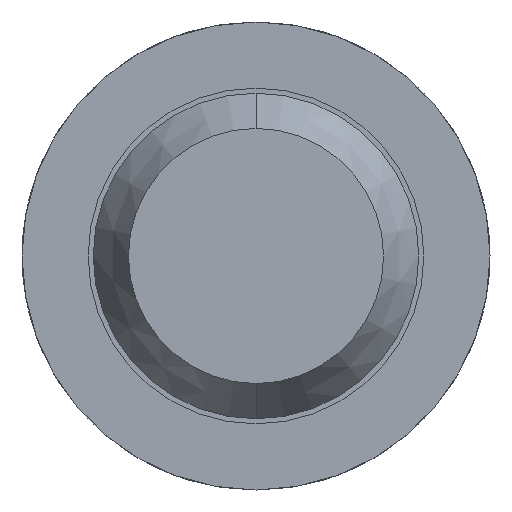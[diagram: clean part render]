
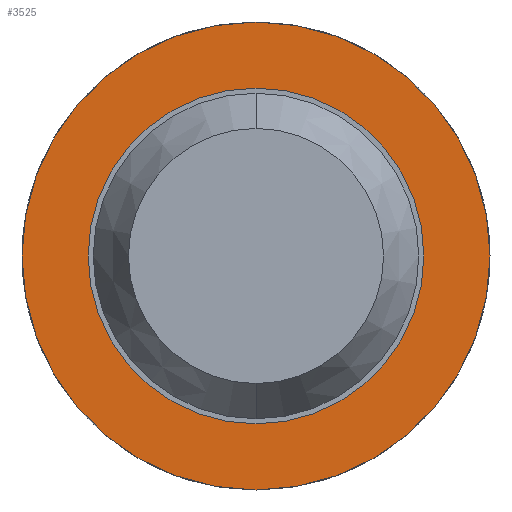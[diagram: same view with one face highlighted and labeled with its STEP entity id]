
A CAD part, front view. The second image highlights one B-rep face of the part: STEP entity #3525.
In plain terms, the highlighted planar face has unit normal (0, -1, 0).
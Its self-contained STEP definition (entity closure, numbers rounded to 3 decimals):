
#148 = DIRECTION ( 'NONE',  ( 0., 0., 1. ) ) ;
#317 = DIRECTION ( 'NONE',  ( 0., 1., 0. ) ) ;
#447 = FACE_OUTER_BOUND ( 'NONE', #952, .T. ) ;
#568 = CARTESIAN_POINT ( 'NONE',  ( 0., -1.7, 0. ) ) ;
#575 = EDGE_CURVE ( 'Defeature ausgef�hrt2_8+Defeature ausgef�hrt2_7+Defeature ausgef�hrt2_7+Defeature ausgef�hrt2_7', #2029, #5332, #2696, .T. ) ;
#636 = DIRECTION ( 'NONE',  ( 0., 0., 1. ) ) ;
#952 = EDGE_LOOP ( 'NONE', ( #3726, #5038 ) ) ;
#994 = CARTESIAN_POINT ( 'NONE',  ( 0., -1.7, 0. ) ) ;
#1221 = AXIS2_PLACEMENT_3D ( 'NONE', #568, #3532, #148 ) ;
#1403 = DIRECTION ( 'NONE',  ( 0., 1., 0. ) ) ;
#1441 = CARTESIAN_POINT ( 'NONE',  ( 0., -1.7, 0. ) ) ;
#1619 = CIRCLE ( 'NONE', #4417, 1.15 ) ;
#2029 = VERTEX_POINT ( 'NONE', #4266 ) ;
#2296 = DIRECTION ( 'NONE',  ( 0., 0., 1. ) ) ;
#2466 = CIRCLE ( 'NONE', #1221, 1.15 ) ;
#2538 = FACE_BOUND ( 'NONE', #3888, .T. ) ;
#2619 = AXIS2_PLACEMENT_3D ( 'NONE', #1441, #5259, #2296 ) ;
#2696 = CIRCLE ( 'NONE', #2619, 0.825 ) ;
#2810 = CARTESIAN_POINT ( 'NONE',  ( 0.825, -1.7, 0. ) ) ;
#2846 = CARTESIAN_POINT ( 'NONE',  ( 0., -1.7, 1.15 ) ) ;
#2944 = DIRECTION ( 'NONE',  ( 0., 0., 1. ) ) ;
#3297 = PLANE ( 'NONE',  #3490 ) ;
#3490 = AXIS2_PLACEMENT_3D ( 'NONE', #2810, #317, #2944 ) ;
#3522 = VERTEX_POINT ( 'NONE', #2846 ) ;
#3525 = ADVANCED_FACE ( 'Defeature ausgef�hrt2_8', ( #447, #2538 ), #3297, .F. ) ;
#3529 = CARTESIAN_POINT ( 'NONE',  ( 0., -1.7, 0. ) ) ;
#3532 = DIRECTION ( 'NONE',  ( 0., 1., 0. ) ) ;
#3576 = CIRCLE ( 'NONE', #3745, 0.825 ) ;
#3692 = VERTEX_POINT ( 'NONE', #5253 ) ;
#3726 = ORIENTED_EDGE ( 'NONE', *, *, #4658, .F. ) ;
#3745 = AXIS2_PLACEMENT_3D ( 'NONE', #994, #1403, #636 ) ;
#3759 = ORIENTED_EDGE ( 'NONE', *, *, #4164, .T. ) ;
#3888 = EDGE_LOOP ( 'NONE', ( #3759, #4302 ) ) ;
#3971 = DIRECTION ( 'NONE',  ( 0., 0., 1. ) ) ;
#4089 = EDGE_CURVE ( 'Defeature ausgef�hrt2_4+Defeature ausgef�hrt2_8+Defeature ausgef�hrt2_8+Defeature ausgef�hrt2_8', #3692, #3522, #1619, .T. ) ;
#4164 = EDGE_CURVE ( 'Defeature ausgef�hrt2_8+Defeature ausgef�hrt2_7+Defeature ausgef�hrt2_7+Defeature ausgef�hrt2_7', #5332, #2029, #3576, .T. ) ;
#4266 = CARTESIAN_POINT ( 'NONE',  ( 0., -1.7, -0.825 ) ) ;
#4302 = ORIENTED_EDGE ( 'NONE', *, *, #575, .T. ) ;
#4417 = AXIS2_PLACEMENT_3D ( 'NONE', #3529, #5228, #3971 ) ;
#4658 = EDGE_CURVE ( 'Defeature ausgef�hrt2_4+Defeature ausgef�hrt2_8+Defeature ausgef�hrt2_8+Defeature ausgef�hrt2_8', #3522, #3692, #2466, .T. ) ;
#5027 = CARTESIAN_POINT ( 'NONE',  ( 0., -1.7, 0.825 ) ) ;
#5038 = ORIENTED_EDGE ( 'NONE', *, *, #4089, .F. ) ;
#5228 = DIRECTION ( 'NONE',  ( 0., 1., 0. ) ) ;
#5253 = CARTESIAN_POINT ( 'NONE',  ( 0., -1.7, -1.15 ) ) ;
#5259 = DIRECTION ( 'NONE',  ( 0., 1., 0. ) ) ;
#5332 = VERTEX_POINT ( 'NONE', #5027 ) ;
